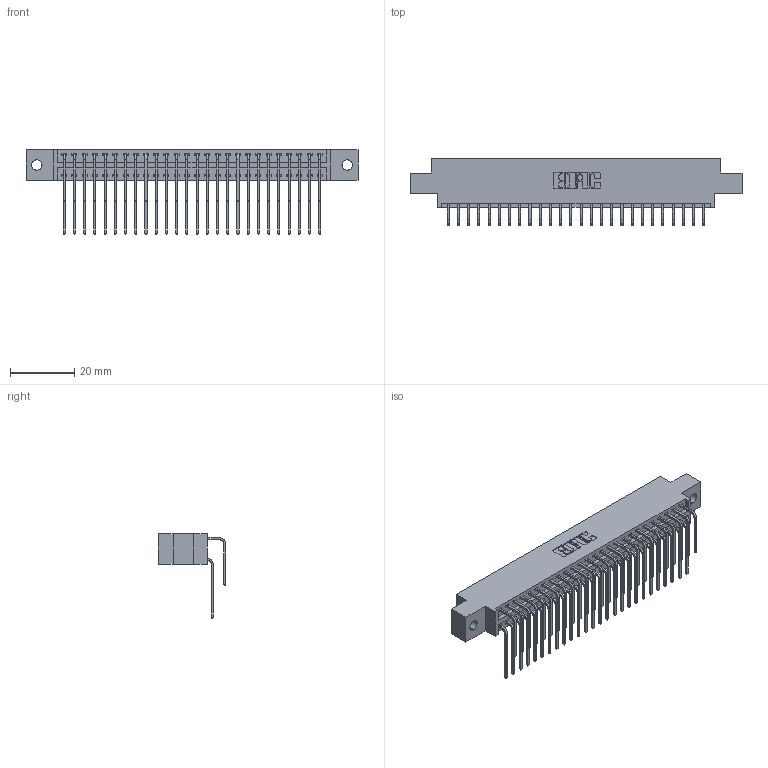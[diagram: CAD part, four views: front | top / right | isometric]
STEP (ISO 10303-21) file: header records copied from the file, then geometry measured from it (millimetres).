
FILE_DESCRIPTION (( 'STEP AP203' ), '1' );
FILE_NAME ('346-052-559-802.STEP', '2022-05-21T02:10:44', ( '' ), ( '' ), 'SwSTEP 2.0', 'SolidWorks 2020', '' );
FILE_SCHEMA (( 'CONFIG_CONTROL_DESIGN' ));
Length unit declared in the file: inch
Products named in the file (4): 345-292-001_558 559 Tail - 1; 346-052-559-802; 345-292-001_559 Tail - 2; 346 Part_0.170 Offset - 0.128 Dia
Assembly tree (53 placements, depth 2):
  346-052-559-802
    346 Part_0.170 Offset - 0.128 Dia
    345-292-001_558 559 Tail - 1  x26
    345-292-001_559 Tail - 2  x26
Bounding box: 103.12 x 20.89 x 26.16 mm (x, y, z)
Volume: 10040.3 mm3; surface area: 14899 mm2
Topology: 53 solids, 53 shells, 2934 faces, 8713 edges, 5738 vertices
Faces by surface type: plane 2004, cylinder 930
Entity records: 21041 total; most frequent: CARTESIAN_POINT 3543, ORIENTED_EDGE 3426, DIRECTION 3145, EDGE_CURVE 1713, VECTOR 1437, LINE 1437, VERTEX_POINT 1138, AXIS2_PLACEMENT_3D 854
